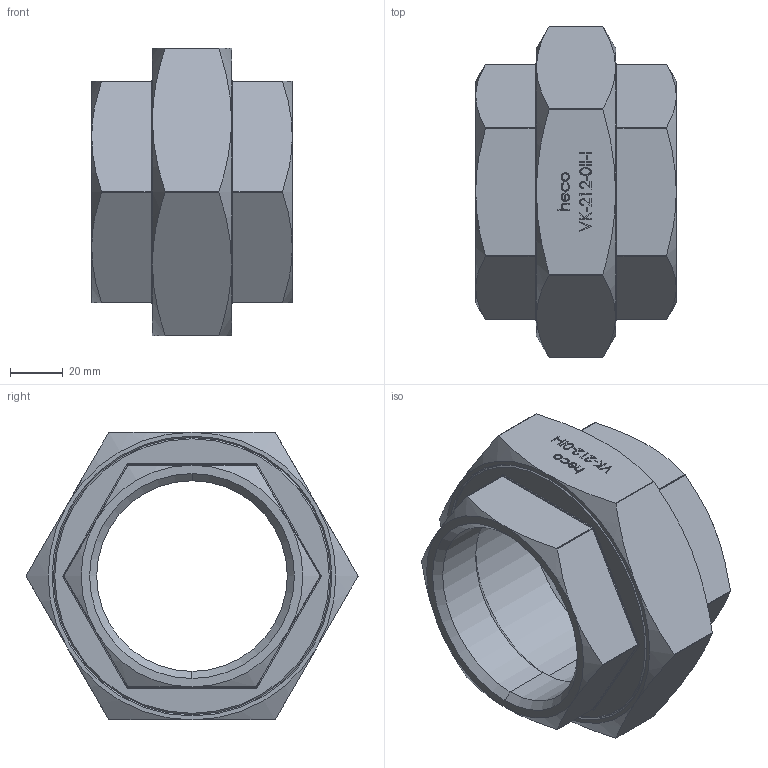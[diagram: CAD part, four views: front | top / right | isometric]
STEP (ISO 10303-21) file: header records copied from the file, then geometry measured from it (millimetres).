
FILE_DESCRIPTION (( 'STEP AP214' ), '1' );
FILE_NAME ('heco_VK-212-0II-I.STEP', '2016-09-23T08:25:37', ( '' ), ( '' ), 'SwSTEP 2.0', 'SolidWorks 2016', '' );
FILE_SCHEMA (( 'AUTOMOTIVE_DESIGN' ));
Length unit declared in the file: millimetre
Products named in the file (1): heco_VK-212-0II-I
Bounding box: 76 x 125.77 x 109.05 mm (x, y, z)
Volume: 250355.2 mm3; surface area: 53665.6 mm2
Topology: 1 solids, 1 shells, 294 faces, 739 edges, 460 vertices
Faces by surface type: plane 118, cylinder 72, bspline 68, cone 36
Entity records: 13656 total; most frequent: CARTESIAN_POINT 5818, ORIENTED_EDGE 1454, DIRECTION 959, EDGE_CURVE 727, VERTEX_POINT 460, LINE 389, VECTOR 389, EDGE_LOOP 321
